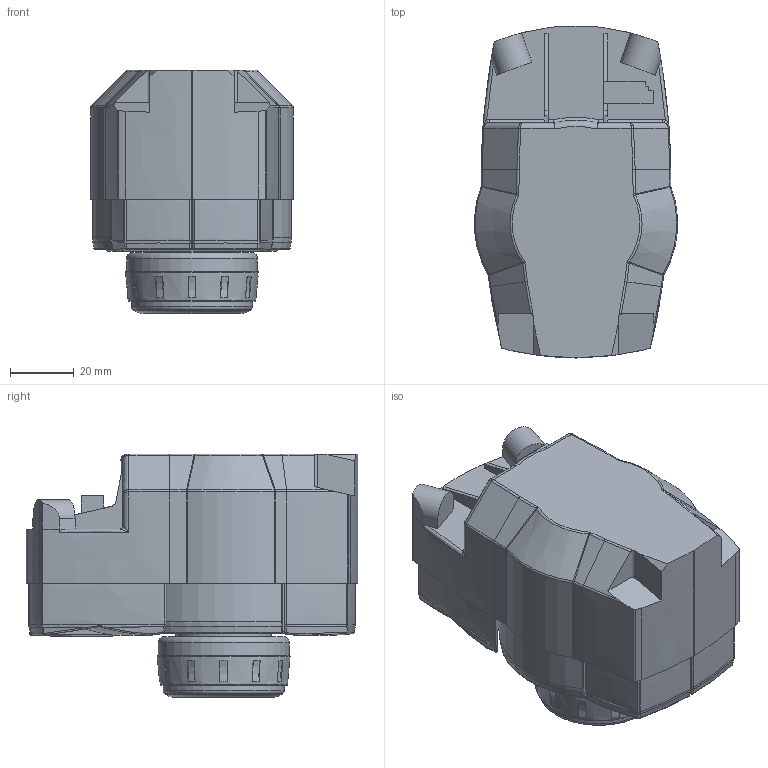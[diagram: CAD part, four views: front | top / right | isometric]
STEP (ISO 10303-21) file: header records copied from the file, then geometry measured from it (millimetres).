
FILE_DESCRIPTION(/* description */ (''),/* implementation_level */ '2;1');
FILE_NAME(/* name */ 'I-Drive.stp',/* time_stamp */ '2013-06-13T12:33:02+02:00',/* author */ (''),/* organization */ (''),/* preprocessor_version */ 'ST-DEVELOPER v11',/* originating_system */ 'SIEMENS PLM Software NX 7.5',/* authorisation */ '');
FILE_SCHEMA (('AUTOMOTIVE_DESIGN { 1 0 10303 214 1 1 1 1 }'));
Length unit declared in the file: millimetre
Products named in the file (1): sommE8D1bsyo
Bounding box: 63.85 x 104.44 x 76.7 mm (x, y, z)
Volume: 291208.1 mm3; surface area: 53842.3 mm2
Topology: 10 solids, 10 shells, 447 faces, 1071 edges, 648 vertices
Faces by surface type: bspline 180, plane 95, cylinder 76, extrusion 39, torus 27, sphere 18, cone 10, revolution 2
Full cylindrical faces by diameter (mm): 30 x3, 38.1 x2, 41.2 x1
Entity records: 17219 total; most frequent: CARTESIAN_POINT 8539, ORIENTED_EDGE 2070, DIRECTION 1292, EDGE_CURVE 1035, VERTEX_POINT 641, B_SPLINE_CURVE_WITH_KNOTS 533, AXIS2_PLACEMENT_3D 513, EDGE_LOOP 481
